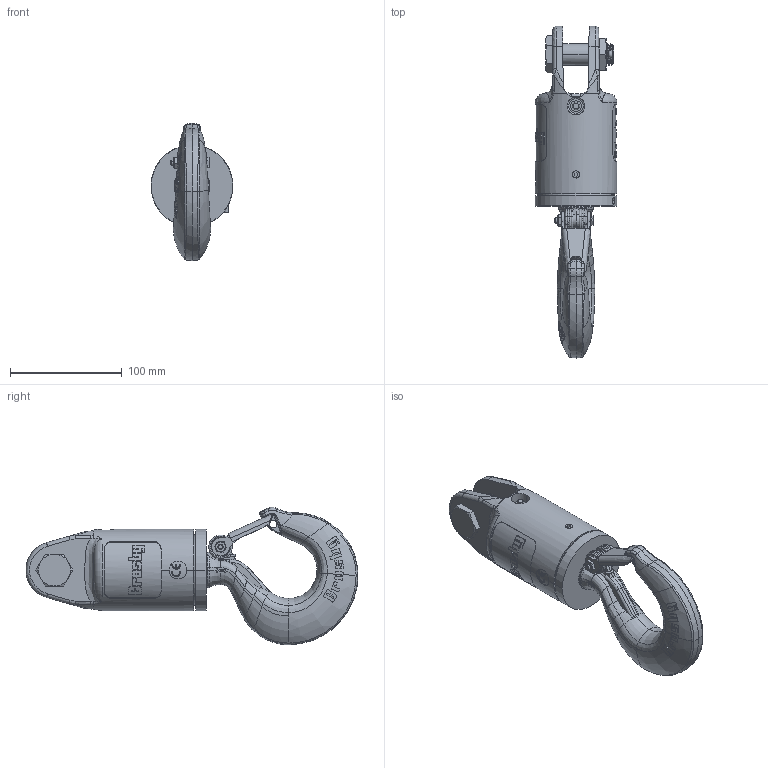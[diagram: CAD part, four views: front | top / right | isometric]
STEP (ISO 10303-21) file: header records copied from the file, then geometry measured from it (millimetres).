
FILE_DESCRIPTION((''),'2;1');
FILE_NAME('CROSBY_SWIVEL_03-S-1_0297011','2008-04-01T',('adoughty'),('The Crosby Group, Inc.'),'PRO/ENGINEER BY PARAMETRIC TECHNOLOGY CORPORATION, 2006080','PRO/ENGINEER BY PARAMETRIC TECHNOLOGY CORPORATION, 2006080','');
FILE_SCHEMA(('CONFIG_CONTROL_DESIGN'));
Products named in the file (1): CROSBY_SWIVEL_03-S-1_0297011
Bounding box: 73.03 x 296.88 x 122.95 mm (x, y, z)
Volume: 567448.7 mm3; surface area: 120063.8 mm2
Topology: 3 solids, 3 shells, 1130 faces, 2990 edges, 1890 vertices
Faces by surface type: plane 489, bspline 269, cylinder 161, extrusion 84, torus 75, cone 50, sphere 2
Entity records: 63831 total; most frequent: CARTESIAN_POINT 38988, ORIENTED_EDGE 5972, DIRECTION 3860, EDGE_CURVE 2986, VERTEX_POINT 1890, B_SPLINE_CURVE_WITH_KNOTS 1462, AXIS2_PLACEMENT_3D 1391, EDGE_LOOP 1194
